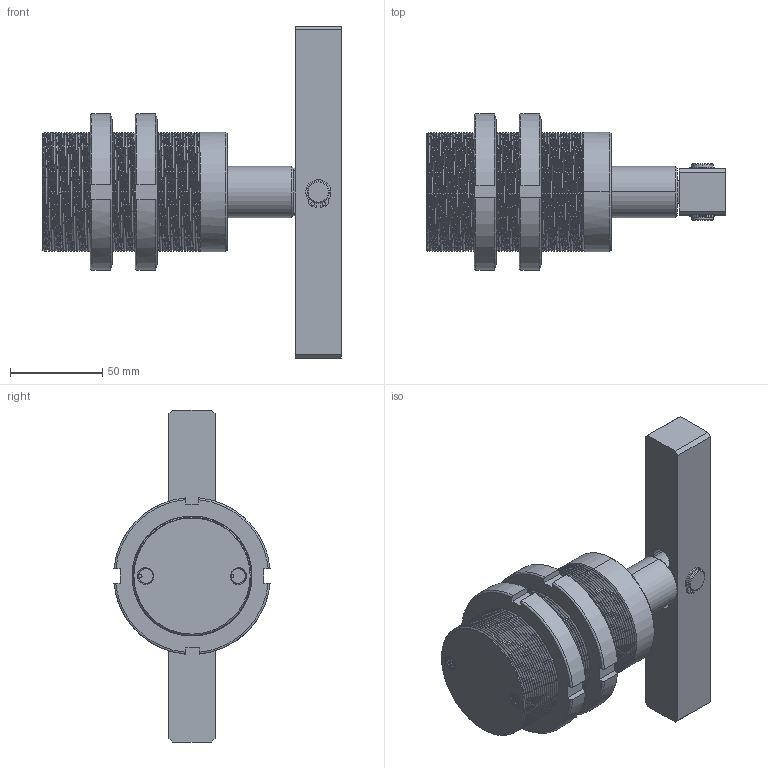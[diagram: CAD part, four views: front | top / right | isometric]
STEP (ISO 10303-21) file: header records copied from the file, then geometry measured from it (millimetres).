
FILE_DESCRIPTION (( 'STEP AP203' ), '1' );
FILE_NAME ('chs-tb50d_asm.STEP', '2019-04-24T12:17:36', ( '' ), ( '' ), 'SwSTEP 2.0', 'SolidWorks 2017', '' );
FILE_SCHEMA (( 'CONFIG_CONTROL_DESIGN' ));
Products named in the file (7): CHS-TB50BT; CHS-TB50LM; CHS-50DHSG_2_1; 轴用挡圈; chs-tb50d_asm; 种; CHS-50DYB_3
Assembly tree (8 placements, depth 2):
  chs-tb50d_asm
    CHS-TB50BT
    CHS-TB50LM  x2
    CHS-50DHSG_2_1
    CHS-50DYB_3
    轴用挡圈  x2
    种
Bounding box: 162 x 84.62 x 180 mm (x, y, z)
Volume: 477683.2 mm3; surface area: 126131 mm2
Topology: 9 solids, 9 shells, 456 faces, 1630 edges, 1203 vertices
Faces by surface type: cylinder 284, plane 78, bspline 72, cone 22
Entity records: 93262 total; most frequent: CARTESIAN_POINT 82241, ORIENTED_EDGE 2780, EDGE_CURVE 1390, DIRECTION 1259, VERTEX_POINT 1035, B_SPLINE_CURVE_WITH_KNOTS 913, AXIS2_PLACEMENT_3D 452, EDGE_LOOP 407
